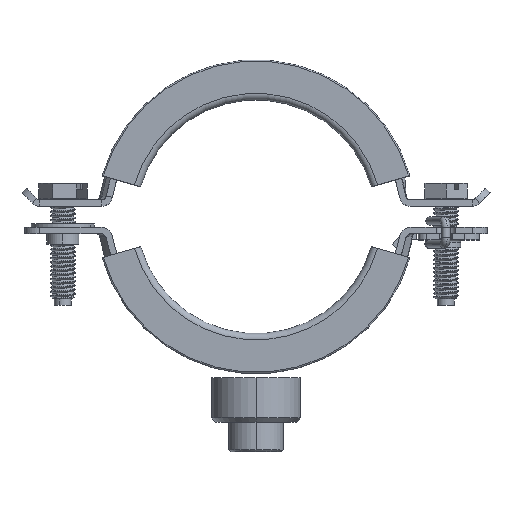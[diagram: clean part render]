
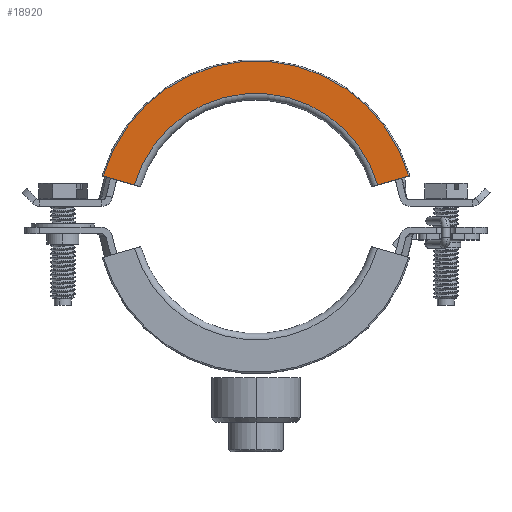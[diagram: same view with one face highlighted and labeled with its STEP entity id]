
A CAD part, top view. The second image highlights one B-rep face of the part: STEP entity #18920.
In plain terms, the highlighted planar face has unit normal (0, 0, 1).
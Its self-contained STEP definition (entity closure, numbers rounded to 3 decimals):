
#2001 = ORIENTED_EDGE ( 'NONE', *, *, #30288, .F. ) ;
#2932 = EDGE_CURVE ( 'NONE', #8692, #11191, #26461, .T. ) ;
#3442 = DIRECTION ( 'NONE',  ( 0., 0., -1. ) ) ;
#3625 = DIRECTION ( 'NONE',  ( -0.961, 0.276, 0. ) ) ;
#4320 = DIRECTION ( 'NONE',  ( 0., 0., -1. ) ) ;
#7418 = ORIENTED_EDGE ( 'NONE', *, *, #23234, .T. ) ;
#8692 = VERTEX_POINT ( 'NONE', #34237 ) ;
#11191 = VERTEX_POINT ( 'NONE', #25551 ) ;
#12955 = CARTESIAN_POINT ( 'NONE',  ( 36.24, 8.892, 14.5 ) ) ;
#13068 = CARTESIAN_POINT ( 'NONE',  ( -28.838, 6.769, 14.5 ) ) ;
#14107 = CARTESIAN_POINT ( 'NONE',  ( 28.838, 6.769, 14.5 ) ) ;
#15225 = VERTEX_POINT ( 'NONE', #13068 ) ;
#15433 = VERTEX_POINT ( 'NONE', #14107 ) ;
#16945 = CARTESIAN_POINT ( 'NONE',  ( 0., -1.5, 14.5 ) ) ;
#16952 = CARTESIAN_POINT ( 'NONE',  ( -36.24, 8.892, 14.5 ) ) ;
#16962 = VECTOR ( 'NONE', #31360, 1000. ) ;
#17293 = FACE_OUTER_BOUND ( 'NONE', #33091, .T. ) ;
#17461 = AXIS2_PLACEMENT_3D ( 'NONE', #28337, #4320, #25707 ) ;
#18920 = ADVANCED_FACE ( 'NONE', ( #17293 ), #25521, .F. ) ;
#19900 = DIRECTION ( 'NONE',  ( 0., -1., 0. ) ) ;
#21372 = AXIS2_PLACEMENT_3D ( 'NONE', #30789, #3442, #19900 ) ;
#22800 = VECTOR ( 'NONE', #27300, 1000. ) ;
#23234 = EDGE_CURVE ( 'NONE', #15433, #11191, #31190, .T. ) ;
#23712 = EDGE_CURVE ( 'NONE', #15225, #15433, #34259, .T. ) ;
#25113 = ORIENTED_EDGE ( 'NONE', *, *, #2932, .F. ) ;
#25521 = PLANE ( 'NONE',  #21372 ) ;
#25551 = CARTESIAN_POINT ( 'NONE',  ( 36.24, 8.892, 14.5 ) ) ;
#25707 = DIRECTION ( 'NONE',  ( -0.961, 0.276, 0. ) ) ;
#26461 = CIRCLE ( 'NONE', #32063, 37.7 ) ;
#27300 = DIRECTION ( 'NONE',  ( -0.961, 0.276, 0. ) ) ;
#27624 = DIRECTION ( 'NONE',  ( 0., 0., -1. ) ) ;
#28337 = CARTESIAN_POINT ( 'NONE',  ( 0., -1.5, 14.5 ) ) ;
#30288 = EDGE_CURVE ( 'NONE', #15225, #8692, #32734, .T. ) ;
#30789 = CARTESIAN_POINT ( 'NONE',  ( -36.24, 8.892, 14.5 ) ) ;
#31190 = LINE ( 'NONE', #12955, #16962 ) ;
#31360 = DIRECTION ( 'NONE',  ( 0.961, 0.276, 0. ) ) ;
#31841 = ORIENTED_EDGE ( 'NONE', *, *, #23712, .T. ) ;
#32063 = AXIS2_PLACEMENT_3D ( 'NONE', #16945, #27624, #3625 ) ;
#32734 = LINE ( 'NONE', #16952, #22800 ) ;
#33091 = EDGE_LOOP ( 'NONE', ( #25113, #2001, #31841, #7418 ) ) ;
#34237 = CARTESIAN_POINT ( 'NONE',  ( -36.24, 8.892, 14.5 ) ) ;
#34259 = CIRCLE ( 'NONE', #17461, 30. ) ;
